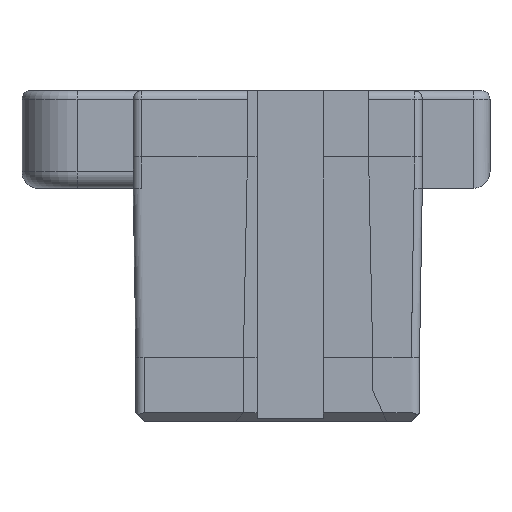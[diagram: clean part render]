
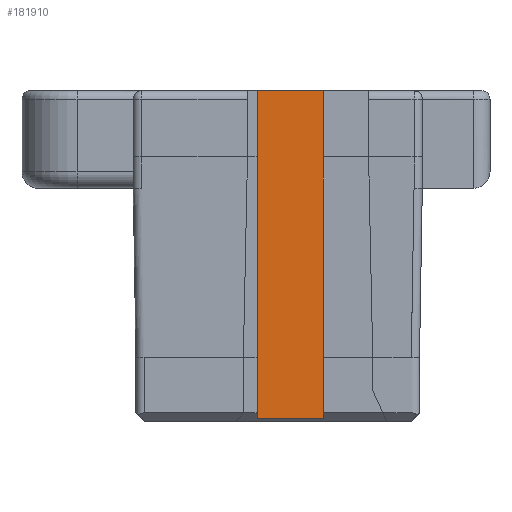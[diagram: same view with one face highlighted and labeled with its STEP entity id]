
A CAD part, front view. The second image highlights one B-rep face of the part: STEP entity #181910.
In plain terms, the highlighted planar face has unit normal (0, -1, 0).
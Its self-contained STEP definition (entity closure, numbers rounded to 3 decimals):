
#29430=CARTESIAN_POINT('',(-32.704,-11.315,
131.065));
#29440=VERTEX_POINT('',#29430);
#29470=CARTESIAN_POINT('',(-33.804,-11.315,
131.065));
#29480=DIRECTION('',(1.,0.,0.));
#29490=VECTOR('',#29480,1.);
#29500=LINE('',#29470,#29490);
#29510=CARTESIAN_POINT('',(-33.904,-11.315,
131.065));
#29520=VERTEX_POINT('',#29510);
#29530=EDGE_CURVE('',#29520,#29440,#29500,.T.);
#107700=CARTESIAN_POINT('',(-32.704,-11.315,
125.115));
#107710=VERTEX_POINT('',#107700);
#107740=CARTESIAN_POINT('',(-32.704,-11.315,
127.709));
#107750=DIRECTION('',(0.,0.,1.));
#107760=VECTOR('',#107750,1.);
#107770=LINE('',#107740,#107760);
#107780=EDGE_CURVE('',#107710,#29440,#107770,.T.);
#108390=CARTESIAN_POINT('',(-33.904,-11.315,
125.115));
#108400=VERTEX_POINT('',#108390);
#108430=CARTESIAN_POINT('',(-33.804,-11.315,
125.115));
#108440=DIRECTION('',(1.,0.,0.));
#108450=VECTOR('',#108440,1.);
#108460=LINE('',#108430,#108450);
#108470=EDGE_CURVE('',#108400,#107710,#108460,.T.);
#181750=CARTESIAN_POINT('',(-33.704,-11.315,
124.485));
#181760=DIRECTION('',(0.,1.,0.));
#181770=DIRECTION('',(1.,0.,0.));
#181780=AXIS2_PLACEMENT_3D('',#181750,#181760,#181770);
#181790=PLANE('',#181780);
#181800=ORIENTED_EDGE('',*,*,#29530,.F.);
#181810=ORIENTED_EDGE('',*,*,#107780,.T.);
#181820=ORIENTED_EDGE('',*,*,#108470,.T.);
#181830=CARTESIAN_POINT('',(-33.904,-11.315,
127.709));
#181840=DIRECTION('',(0.,0.,1.));
#181850=VECTOR('',#181840,1.);
#181860=LINE('',#181830,#181850);
#181870=EDGE_CURVE('',#108400,#29520,#181860,.T.);
#181880=ORIENTED_EDGE('',*,*,#181870,.F.);
#181890=EDGE_LOOP('',(#181880,#181820,#181810,#181800));
#181900=FACE_OUTER_BOUND('',#181890,.T.);
#181910=ADVANCED_FACE('',(#181900),#181790,.F.);
